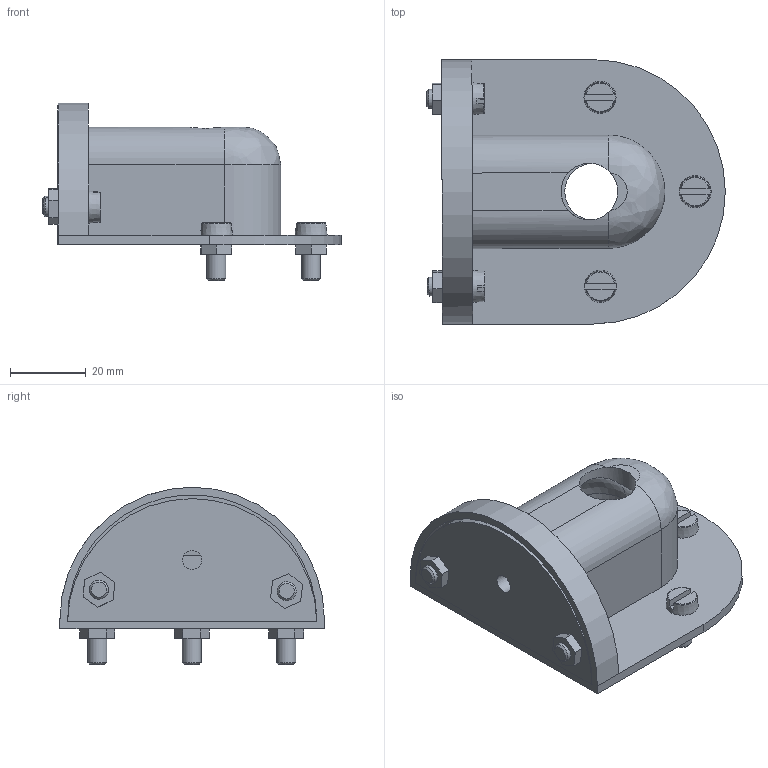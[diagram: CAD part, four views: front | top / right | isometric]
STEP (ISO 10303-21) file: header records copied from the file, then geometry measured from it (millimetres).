
FILE_DESCRIPTION((''),'2;1');
FILE_NAME('127231.stp','2019-10-01T14:45:41',('e.eickhoff'),(''),'Autodesk Inventor 2012','Autodesk Inventor 2012','');
FILE_SCHEMA(('AUTOMOTIVE_DESIGN { 1 0 10303 214 1 1 1 1 }'));
Length unit declared in the file: millimetre
Products named in the file (5): 127231; Gummi Adeckung; Hauptteil; BS 4183 Zylinderschraube mit Schlitz - Metrisch M5 x 12; BS 4183 - Metrisch M5
Assembly tree (12 placements, depth 2):
  127231
    Gummi Adeckung
    Hauptteil
    BS 4183 Zylinderschraube mit Schlitz - Metrisch M5 x 12  x5
    BS 4183 - Metrisch M5  x5
Bounding box: 79.06 x 70.09 x 47 mm (x, y, z)
Volume: 38532.7 mm3; surface area: 27591 mm2
Topology: 12 solids, 12 shells, 184 faces, 433 edges, 279 vertices
Faces by surface type: plane 104, cylinder 42, cone 25, torus 10, sphere 2, bspline 1
Full cylindrical faces by diameter (mm): 4.134 x5, 4.51 x5, 5 x6, 6 x4, 15 x2
Entity records: 2857 total; most frequent: CARTESIAN_POINT 595, DIRECTION 446, ORIENTED_EDGE 382, EDGE_CURVE 191, AXIS2_PLACEMENT_3D 172, VERTEX_POINT 132, EDGE_LOOP 123, VECTOR 102
